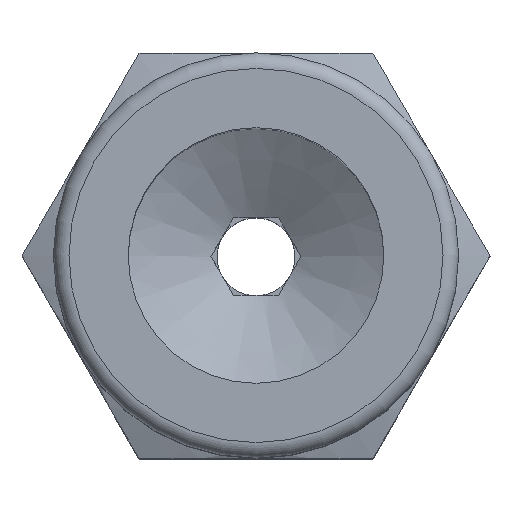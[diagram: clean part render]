
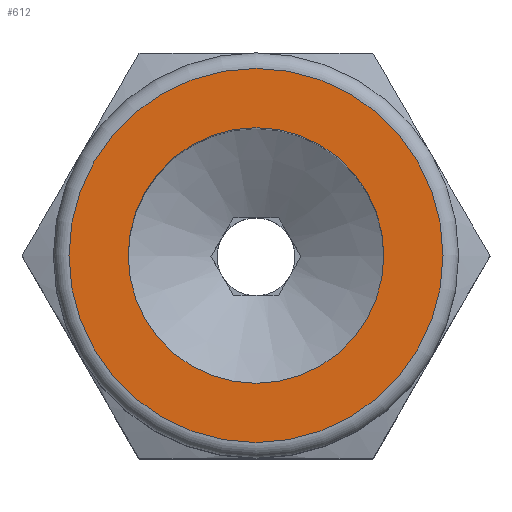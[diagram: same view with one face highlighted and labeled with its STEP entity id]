
A CAD part, top view. The second image highlights one B-rep face of the part: STEP entity #612.
In plain terms, the highlighted planar face has unit normal (0, 0, 1).
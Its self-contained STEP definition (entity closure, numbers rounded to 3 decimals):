
#104=PLANE('',#679);
#142=FACE_BOUND('',#213,.T.);
#161=FACE_OUTER_BOUND('',#212,.T.);
#212=EDGE_LOOP('',(#450));
#213=EDGE_LOOP('',(#451));
#272=CIRCLE('',#676,6.);
#274=CIRCLE('',#680,4.1);
#301=VERTEX_POINT('',#939);
#303=VERTEX_POINT('',#945);
#360=EDGE_CURVE('',#301,#301,#272,.T.);
#362=EDGE_CURVE('',#303,#303,#274,.T.);
#450=ORIENTED_EDGE('',*,*,#360,.F.);
#451=ORIENTED_EDGE('',*,*,#362,.T.);
#612=ADVANCED_FACE('',(#161,#142),#104,.T.);
#676=AXIS2_PLACEMENT_3D('',#940,#771,#772);
#679=AXIS2_PLACEMENT_3D('',#944,#777,#778);
#680=AXIS2_PLACEMENT_3D('',#946,#779,#780);
#771=DIRECTION('center_axis',(0.,0.,-1.));
#772=DIRECTION('ref_axis',(-0.866,0.5,0.));
#777=DIRECTION('center_axis',(0.,0.,1.));
#778=DIRECTION('ref_axis',(1.,0.,0.));
#779=DIRECTION('center_axis',(0.,0.,-1.));
#780=DIRECTION('ref_axis',(1.,0.,0.));
#939=CARTESIAN_POINT('',(5.196,-3.,27.5));
#940=CARTESIAN_POINT('Origin',(0.,0.,27.5));
#944=CARTESIAN_POINT('Origin',(0.,0.,27.5));
#945=CARTESIAN_POINT('',(4.1,0.,27.5));
#946=CARTESIAN_POINT('Origin',(0.,0.,27.5));
